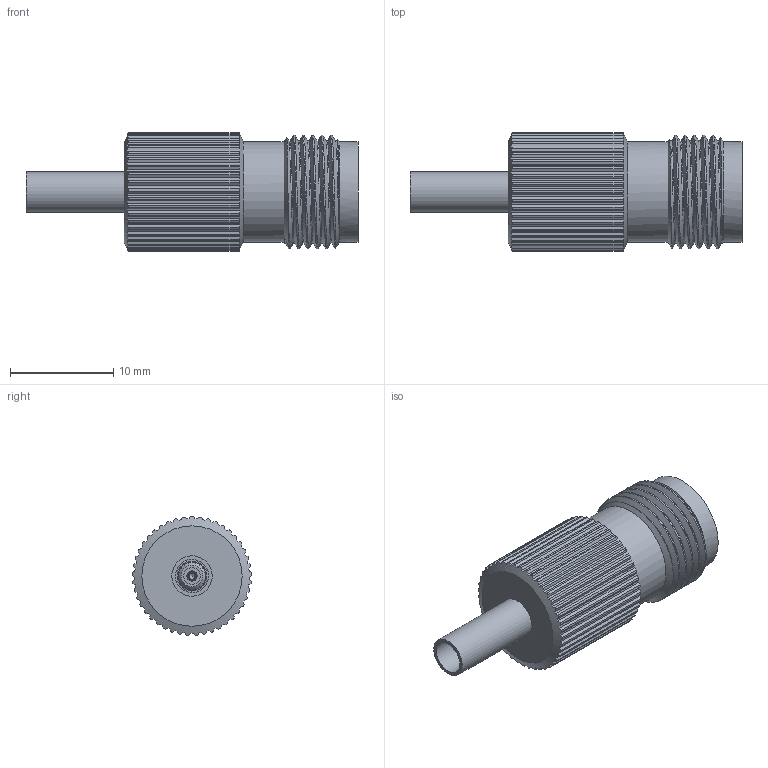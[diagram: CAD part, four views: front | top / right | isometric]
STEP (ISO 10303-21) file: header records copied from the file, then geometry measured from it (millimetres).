
FILE_DESCRIPTION(/* description */ ('Unknown'),/* implementation_level */ '2;1');
FILE_NAME(/* name */ '67025022510320',/* time_stamp */ '2025-03-13T14:05:57+01:00',/* author */ ('Unknown'),/* organization */ ('Unknown'),/* preprocessor_version */ 'ST-DEVELOPER v19.4',/* originating_system */ 'Solid Edge',/* authorisation */ 'Unknown');
FILE_SCHEMA (('AUTOMOTIVE_DESIGN {1 0 10303 214 3 1 1}'));
Products named in the file (1): 67025022510320
Bounding box: 32.1 x 11.5 x 11.49 mm (x, y, z)
Volume: 1692.5 mm3; surface area: 1856.9 mm2
Topology: 1 solids, 1 shells, 2315 faces, 4838 edges, 2526 vertices
Faces by surface type: bspline 1602, cylinder 461, plane 198, cone 53, torus 1
Full cylindrical faces by diameter (mm): 0.6 x1, 0.95 x1, 1 x1, 1.2 x1, 1.5 x1, 1.6 x1, 2.1 x1, 2.5 x1, 3.2 x1, 3.9 x1, 4.56 x1, 8.3 x1, 9.7 x2
Entity records: 102680 total; most frequent: CARTESIAN_POINT 55222, ORIENTED_EDGE 9592, EDGE_CURVE 4796, B_SPLINE_CURVE_WITH_KNOTS 2710, VERTEX_POINT 2509, FACE_BOUND 2349, EDGE_LOOP 2348, STYLED_ITEM 2315
